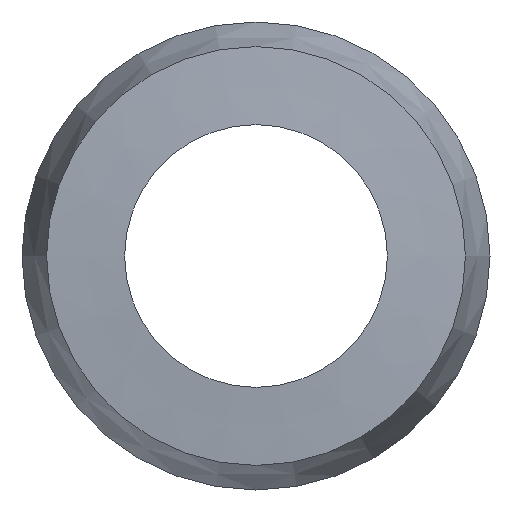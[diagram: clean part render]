
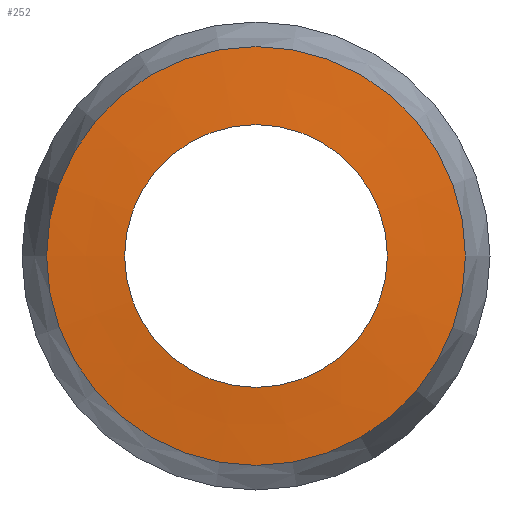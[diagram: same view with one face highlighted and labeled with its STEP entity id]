
A CAD part, left-side view. The second image highlights one B-rep face of the part: STEP entity #252.
In plain terms, the highlighted conical face has half-angle 85 degrees and reference radius 10.377 mm.
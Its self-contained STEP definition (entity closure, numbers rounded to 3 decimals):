
#15=CONICAL_SURFACE('',#282,10.377,85.);
#40=FACE_BOUND('',#89,.T.);
#61=FACE_OUTER_BOUND('',#88,.T.);
#88=EDGE_LOOP('',(#193));
#89=EDGE_LOOP('',(#194));
#124=CIRCLE('',#281,12.754);
#125=CIRCLE('',#283,8.);
#145=VERTEX_POINT('',#416);
#146=VERTEX_POINT('',#419);
#166=EDGE_CURVE('',#145,#145,#124,.T.);
#167=EDGE_CURVE('',#146,#146,#125,.T.);
#193=ORIENTED_EDGE('',*,*,#167,.F.);
#194=ORIENTED_EDGE('',*,*,#166,.T.);
#252=ADVANCED_FACE('',(#61,#40),#15,.T.);
#281=AXIS2_PLACEMENT_3D('',#417,#337,#338);
#282=AXIS2_PLACEMENT_3D('',#418,#339,#340);
#283=AXIS2_PLACEMENT_3D('',#420,#341,#342);
#337=DIRECTION('center_axis',(-1.,0.,0.));
#338=DIRECTION('ref_axis',(0.,0.,1.));
#339=DIRECTION('center_axis',(1.,0.,0.));
#340=DIRECTION('ref_axis',(0.,1.,0.));
#341=DIRECTION('center_axis',(-1.,0.,0.));
#342=DIRECTION('ref_axis',(0.,0.,1.));
#416=CARTESIAN_POINT('',(-61.584,12.754,0.));
#417=CARTESIAN_POINT('Origin',(-61.584,0.,0.));
#418=CARTESIAN_POINT('Origin',(-61.792,0.,0.));
#419=CARTESIAN_POINT('',(-62.,8.,0.));
#420=CARTESIAN_POINT('Origin',(-62.,0.,0.));
